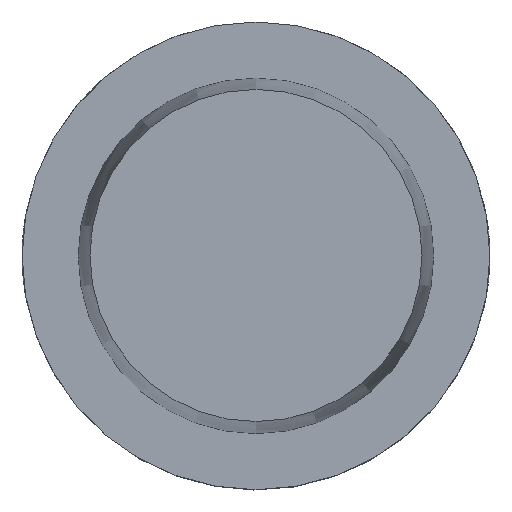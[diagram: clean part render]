
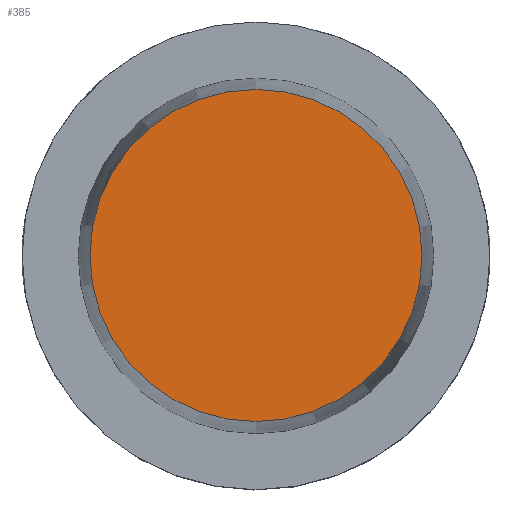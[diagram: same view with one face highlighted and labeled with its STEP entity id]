
A CAD part, top view. The second image highlights one B-rep face of the part: STEP entity #385.
In plain terms, the highlighted planar face has unit normal (0, 0, 1).
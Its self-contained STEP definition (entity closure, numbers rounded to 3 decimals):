
#248=EDGE_CURVE('240[2]',#654,#654,#655,.T.);
#385=ADVANCED_FACE('240[2]',(#853),#854,.T.);
#654=VERTEX_POINT('',#1178);
#655=CIRCLE('',#1179,35.5);
#853=FACE_OUTER_BOUND('',#1624,.T.);
#854=PLANE('',#1625);
#1178=CARTESIAN_POINT('',(0.,35.5,50.0));
#1179=AXIS2_PLACEMENT_3D('',#2229,#2230,#2231);
#1624=EDGE_LOOP('',(#2441));
#1625=AXIS2_PLACEMENT_3D('',#2442,#2443,#2444);
#2229=CARTESIAN_POINT('',(0.,0.,50.0));
#2230=DIRECTION('',(0.,0.,-1.0));
#2231=DIRECTION('',(0.,1.0,0.));
#2441=ORIENTED_EDGE('',*,*,#248,.F.);
#2442=CARTESIAN_POINT('',(0.,17.75,50.0));
#2443=DIRECTION('',(0.,0.,1.0));
#2444=DIRECTION('',(0.,-1.0,0.));
